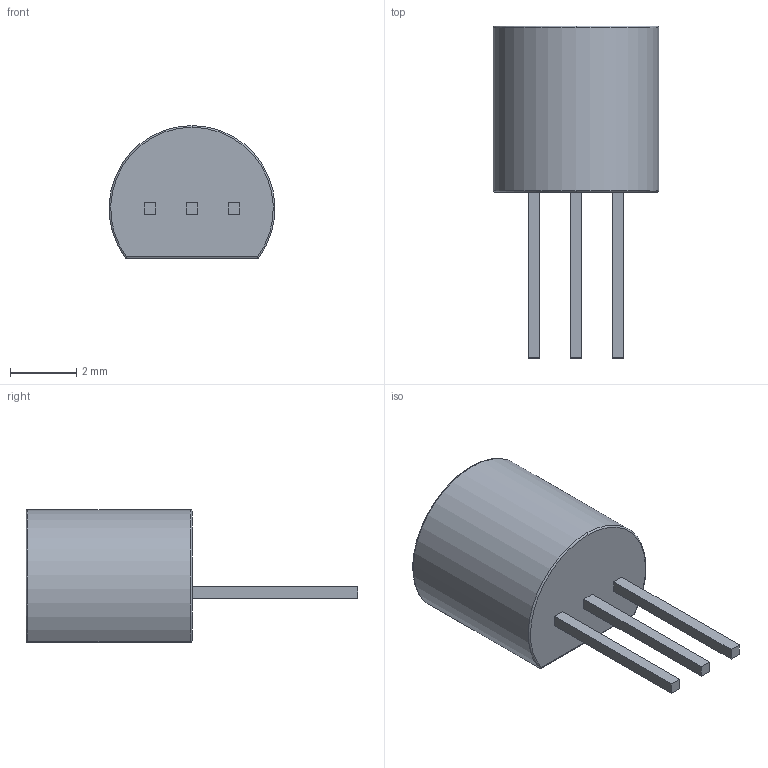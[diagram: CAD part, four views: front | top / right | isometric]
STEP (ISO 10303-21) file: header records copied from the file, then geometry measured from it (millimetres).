
FILE_DESCRIPTION (( 'STEP AP214' ), '1' );
FILE_NAME ('User Library-TO-92-6.STEP', '2015-12-05T21:19:48', ( 'Windows User' ), ( '' ), 'SwSTEP 2.0', 'SolidWorks 2016', '' );
FILE_SCHEMA (( 'AUTOMOTIVE_DESIGN' ));
Length unit declared in the file: millimetre
Products named in the file (1): User Library-TO-92-6
Bounding box: 5 x 10 x 4 mm (x, y, z)
Volume: 86 mm3; surface area: 129.4 mm2
Topology: 1 solids, 1 shells, 80 faces, 199 edges, 126 vertices
Faces by surface type: plane 37, bspline 30, cylinder 5, torus 4, sphere 4
Entity records: 5001 total; most frequent: CARTESIAN_POINT 2592, ORIENTED_EDGE 390, DIRECTION 259, EDGE_CURVE 195, VERTEX_POINT 126, VECTOR 113, LINE 113, EDGE_LOOP 89
